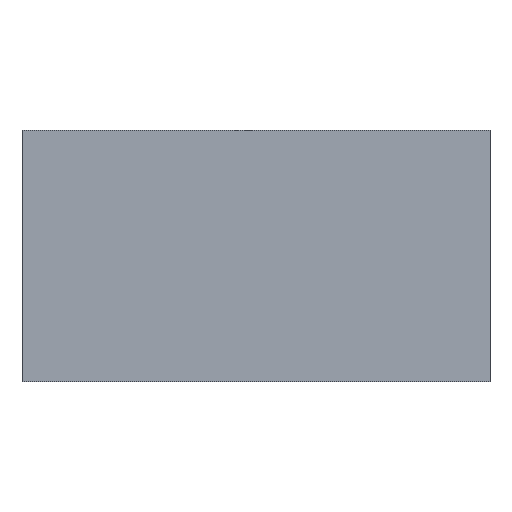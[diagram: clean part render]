
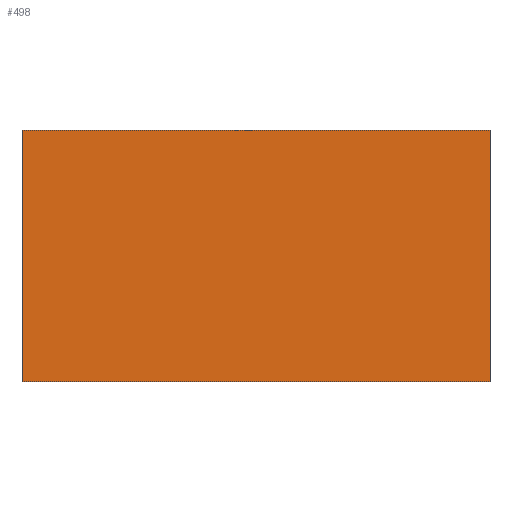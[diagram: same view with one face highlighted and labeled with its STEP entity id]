
A CAD part, top view. The second image highlights one B-rep face of the part: STEP entity #498.
In plain terms, the highlighted planar face has unit normal (0, 0, 1).
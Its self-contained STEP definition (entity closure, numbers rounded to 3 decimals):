
#498=ADVANCED_FACE('',(#3068),#3070,.T.);
#3068=FACE_BOUND('',#3069,.T.);
#3069=EDGE_LOOP('',(#5117,#5118,#5119,#5120));
#3070=PLANE('',#3071);
#3071=AXIS2_PLACEMENT_3D('',#3072,#3073,#3074);
#3072=CARTESIAN_POINT('',(-1.,-4.2,2.8));
#3073=DIRECTION('',(0.,0.,1.));
#3074=DIRECTION('',(1.,0.,0.));
#5117=ORIENTED_EDGE('',*,*,#6532,.T.);
#5118=ORIENTED_EDGE('',*,*,#6603,.T.);
#5119=ORIENTED_EDGE('',*,*,#6489,.F.);
#5120=ORIENTED_EDGE('',*,*,#6602,.F.);
#6489=EDGE_CURVE('',#7356,#7358,#7359,.T.);
#6532=EDGE_CURVE('',#7399,#7424,#7426,.T.);
#6602=EDGE_CURVE('',#7399,#7356,#7538,.T.);
#6603=EDGE_CURVE('',#7424,#7358,#7539,.T.);
#7356=VERTEX_POINT('',#8814);
#7358=VERTEX_POINT('',#8818);
#7359=LINE('',#8819,#8820);
#7399=VERTEX_POINT('',#8915);
#7424=VERTEX_POINT('',#8968);
#7426=LINE('',#8972,#8973);
#7538=LINE('',#9224,#9225);
#7539=LINE('',#9227,#9228);
#8814=CARTESIAN_POINT('',(-1.,0.1,2.8));
#8818=CARTESIAN_POINT('',(7.,0.1,2.8));
#8819=CARTESIAN_POINT('',(-1.,0.1,2.8));
#8820=VECTOR('',#8821,1.);
#8821=DIRECTION('',(1.,0.,0.));
#8915=CARTESIAN_POINT('',(-1.,-4.2,2.8));
#8968=CARTESIAN_POINT('',(7.,-4.2,2.8));
#8972=CARTESIAN_POINT('',(-1.,-4.2,2.8));
#8973=VECTOR('',#8974,1.);
#8974=DIRECTION('',(1.,0.,0.));
#9224=CARTESIAN_POINT('',(-1.,-4.2,2.8));
#9225=VECTOR('',#9226,1.);
#9226=DIRECTION('',(0.,1.,0.));
#9227=CARTESIAN_POINT('',(7.,-4.2,2.8));
#9228=VECTOR('',#9229,1.);
#9229=DIRECTION('',(0.,1.,0.));
